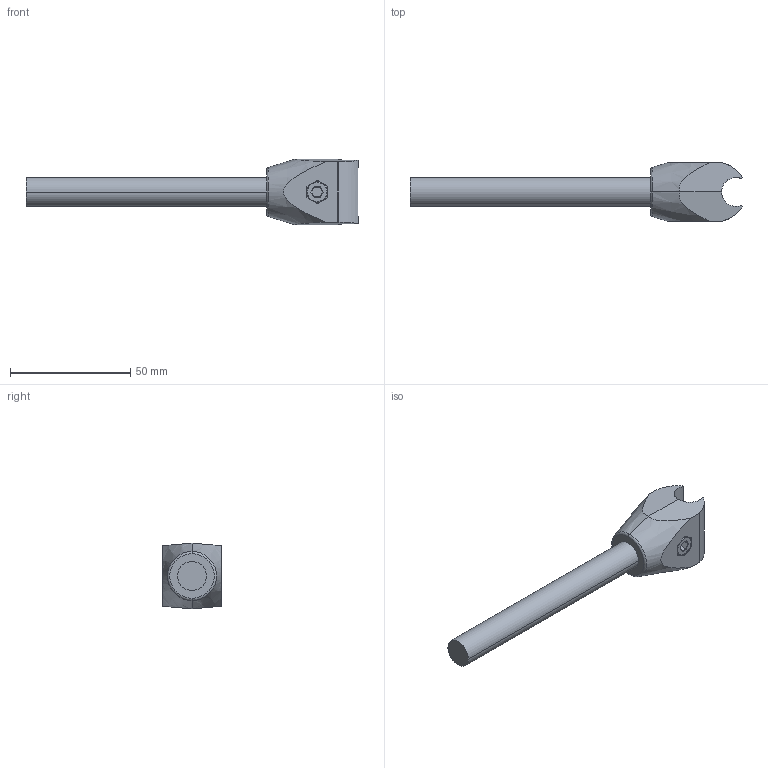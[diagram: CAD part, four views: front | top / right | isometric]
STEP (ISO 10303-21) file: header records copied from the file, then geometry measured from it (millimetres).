
FILE_DESCRIPTION((''),'2;1');
FILE_NAME('S0082P6184910','2018-04-09T',('RCRU51'),('Rex Nord Marbet spa'),'PRO/ENGINEER BY PARAMETRIC TECHNOLOGY CORPORATION, 2013230','PRO/ENGINEER BY PARAMETRIC TECHNOLOGY CORPORATION, 2013230','');
FILE_SCHEMA(('CONFIG_CONTROL_DESIGN'));
Length unit declared in the file: millimetre
Products named in the file (1): S0082P6184910
Bounding box: 138 x 24.3 x 27.4 mm (x, y, z)
Volume: 29514.7 mm3; surface area: 8601.2 mm2
Topology: 1 solids, 1 shells, 86 faces, 210 edges, 132 vertices
Faces by surface type: plane 51, cone 16, cylinder 15, torus 4
Entity records: 3093 total; most frequent: CARTESIAN_POINT 1097, ORIENTED_EDGE 420, DIRECTION 376, EDGE_CURVE 210, VERTEX_POINT 132, AXIS2_PLACEMENT_3D 130, VECTOR 116, LINE 116
